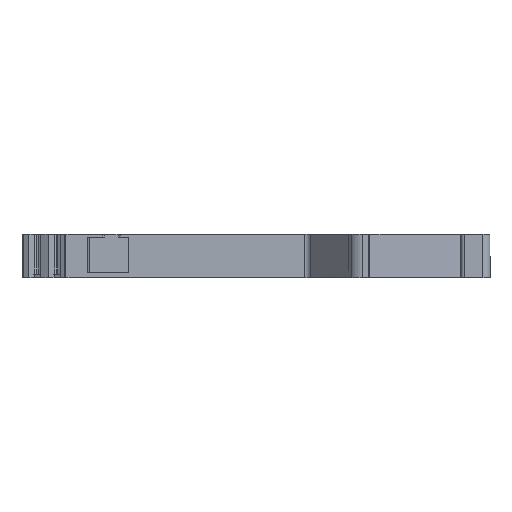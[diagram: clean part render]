
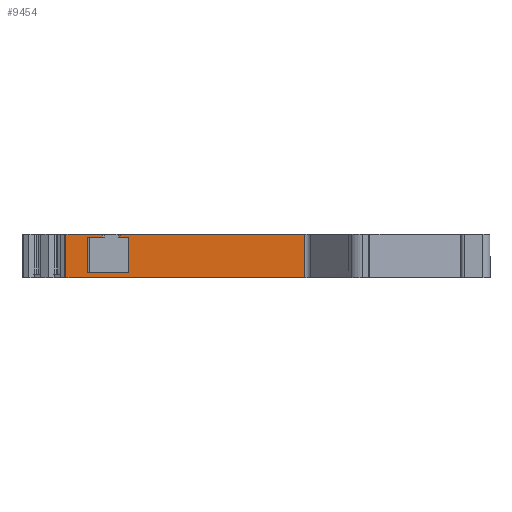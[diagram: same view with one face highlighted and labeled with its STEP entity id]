
A CAD part, left-side view. The second image highlights one B-rep face of the part: STEP entity #9454.
In plain terms, the highlighted planar face has unit normal (-1, 0, 0).
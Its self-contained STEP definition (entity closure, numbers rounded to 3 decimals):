
#76 = ORIENTED_EDGE ( 'NONE', *, *, #6303, .F. ) ;
#213 = PLANE ( 'NONE',  #627 ) ;
#286 = CARTESIAN_POINT ( 'NONE',  ( 0., 12.729, 0. ) ) ;
#503 = EDGE_CURVE ( 'NONE', #2533, #9119, #1225, .T. ) ;
#508 = CARTESIAN_POINT ( 'NONE',  ( 0., 42.7, 5.6 ) ) ;
#526 = VECTOR ( 'NONE', #7868, 1000. ) ;
#536 = DIRECTION ( 'NONE',  ( 0., 0., 1. ) ) ;
#611 = LINE ( 'NONE', #7006, #526 ) ;
#627 = AXIS2_PLACEMENT_3D ( 'NONE', #5269, #6156, #1034 ) ;
#867 = VECTOR ( 'NONE', #2339, 1000. ) ;
#921 = LINE ( 'NONE', #9231, #867 ) ;
#1034 = DIRECTION ( 'NONE',  ( 0., 0., -1. ) ) ;
#1158 = CARTESIAN_POINT ( 'NONE',  ( 0., 45.636, 6. ) ) ;
#1195 = VECTOR ( 'NONE', #3406, 1000. ) ;
#1201 = CARTESIAN_POINT ( 'NONE',  ( 0., 40.654, 5.6 ) ) ;
#1225 = LINE ( 'NONE', #3379, #1195 ) ;
#1419 = CARTESIAN_POINT ( 'NONE',  ( 0., 37., 5.6 ) ) ;
#1588 = EDGE_CURVE ( 'NONE', #9073, #5804, #9878, .T. ) ;
#1755 = VECTOR ( 'NONE', #5306, 1000. ) ;
#1772 = DIRECTION ( 'NONE',  ( 0., -1., 0. ) ) ;
#1796 = LINE ( 'NONE', #5264, #1755 ) ;
#2014 = CARTESIAN_POINT ( 'NONE',  ( 0., 0., 5.6 ) ) ;
#2158 = VERTEX_POINT ( 'NONE', #1201 ) ;
#2241 = DIRECTION ( 'NONE',  ( 0., -1., 0. ) ) ;
#2328 = DIRECTION ( 'NONE',  ( 0., 0., -1. ) ) ;
#2339 = DIRECTION ( 'NONE',  ( 0., 0., -1. ) ) ;
#2340 = ORIENTED_EDGE ( 'NONE', *, *, #503, .F. ) ;
#2533 = VERTEX_POINT ( 'NONE', #286 ) ;
#2611 = VERTEX_POINT ( 'NONE', #10300 ) ;
#2852 = VERTEX_POINT ( 'NONE', #7224 ) ;
#2936 = CARTESIAN_POINT ( 'NONE',  ( 0., 42.7, 0.7 ) ) ;
#3088 = CARTESIAN_POINT ( 'NONE',  ( 0., 12.729, 6. ) ) ;
#3310 = VERTEX_POINT ( 'NONE', #1419 ) ;
#3354 = VERTEX_POINT ( 'NONE', #508 ) ;
#3379 = CARTESIAN_POINT ( 'NONE',  ( 0., 51.7, 0. ) ) ;
#3406 = DIRECTION ( 'NONE',  ( 0., 1., 0. ) ) ;
#3595 = ORIENTED_EDGE ( 'NONE', *, *, #5861, .F. ) ;
#3656 = DIRECTION ( 'NONE',  ( 0., 1., 0. ) ) ;
#3662 = VERTEX_POINT ( 'NONE', #2936 ) ;
#3945 = CARTESIAN_POINT ( 'NONE',  ( 0., 51.7, 6. ) ) ;
#3997 = ORIENTED_EDGE ( 'NONE', *, *, #7946, .F. ) ;
#4021 = CARTESIAN_POINT ( 'NONE',  ( 0., 42.7, 6. ) ) ;
#5020 = ORIENTED_EDGE ( 'NONE', *, *, #9276, .F. ) ;
#5264 = CARTESIAN_POINT ( 'NONE',  ( 0., 45.636, 6. ) ) ;
#5269 = CARTESIAN_POINT ( 'NONE',  ( 0., 0., 6. ) ) ;
#5306 = DIRECTION ( 'NONE',  ( 0., 0., 1. ) ) ;
#5653 = CARTESIAN_POINT ( 'NONE',  ( 0., 37., 6. ) ) ;
#5689 = VERTEX_POINT ( 'NONE', #9394 ) ;
#5749 = ORIENTED_EDGE ( 'NONE', *, *, #8644, .F. ) ;
#5804 = VERTEX_POINT ( 'NONE', #6610 ) ;
#5861 = EDGE_CURVE ( 'NONE', #9119, #9073, #1796, .T. ) ;
#6156 = DIRECTION ( 'NONE',  ( 1., 0., 0. ) ) ;
#6303 = EDGE_CURVE ( 'NONE', #5804, #2158, #921, .T. ) ;
#6313 = FACE_OUTER_BOUND ( 'NONE', #6754, .T. ) ;
#6510 = EDGE_CURVE ( 'NONE', #2158, #3354, #611, .T. ) ;
#6610 = CARTESIAN_POINT ( 'NONE',  ( 0., 40.654, 6. ) ) ;
#6677 = VECTOR ( 'NONE', #2241, 1000. ) ;
#6692 = LINE ( 'NONE', #3945, #6677 ) ;
#6754 = EDGE_LOOP ( 'NONE', ( #5749, #5020, #3997, #7647, #7544, #7636, #9542, #10624, #76, #10068, #3595, #2340 ) ) ;
#6859 = EDGE_CURVE ( 'NONE', #3354, #3662, #10936, .T. ) ;
#6955 = CARTESIAN_POINT ( 'NONE',  ( 0., 0., 0.7 ) ) ;
#7006 = CARTESIAN_POINT ( 'NONE',  ( 0., 0., 5.6 ) ) ;
#7082 = EDGE_CURVE ( 'NONE', #3662, #5689, #10564, .T. ) ;
#7111 = VERTEX_POINT ( 'NONE', #7851 ) ;
#7224 = CARTESIAN_POINT ( 'NONE',  ( 0., 38.154, 5.6 ) ) ;
#7429 = EDGE_CURVE ( 'NONE', #5689, #3310, #9988, .T. ) ;
#7544 = ORIENTED_EDGE ( 'NONE', *, *, #7429, .F. ) ;
#7557 = DIRECTION ( 'NONE',  ( 0., -1., 0. ) ) ;
#7636 = ORIENTED_EDGE ( 'NONE', *, *, #7082, .F. ) ;
#7647 = ORIENTED_EDGE ( 'NONE', *, *, #7649, .F. ) ;
#7649 = EDGE_CURVE ( 'NONE', #3310, #2852, #9483, .T. ) ;
#7663 = CARTESIAN_POINT ( 'NONE',  ( 0., 51.7, 6. ) ) ;
#7758 = LINE ( 'NONE', #3088, #7761 ) ;
#7761 = VECTOR ( 'NONE', #8298, 1000. ) ;
#7851 = CARTESIAN_POINT ( 'NONE',  ( 0., 38.154, 6. ) ) ;
#7868 = DIRECTION ( 'NONE',  ( 0., 1., 0. ) ) ;
#7946 = EDGE_CURVE ( 'NONE', #2852, #7111, #9022, .T. ) ;
#8298 = DIRECTION ( 'NONE',  ( 0., 0., -1. ) ) ;
#8644 = EDGE_CURVE ( 'NONE', #2611, #2533, #7758, .T. ) ;
#8974 = VECTOR ( 'NONE', #10923, 1000. ) ;
#9022 = LINE ( 'NONE', #10091, #8974 ) ;
#9073 = VERTEX_POINT ( 'NONE', #1158 ) ;
#9119 = VERTEX_POINT ( 'NONE', #9722 ) ;
#9231 = CARTESIAN_POINT ( 'NONE',  ( 0., 40.654, 6. ) ) ;
#9276 = EDGE_CURVE ( 'NONE', #7111, #2611, #6692, .T. ) ;
#9394 = CARTESIAN_POINT ( 'NONE',  ( 0., 37., 0.7 ) ) ;
#9454 = ADVANCED_FACE ( 'NONE', ( #6313 ), #213, .F. ) ;
#9464 = VECTOR ( 'NONE', #3656, 1000. ) ;
#9483 = LINE ( 'NONE', #2014, #9464 ) ;
#9542 = ORIENTED_EDGE ( 'NONE', *, *, #6859, .F. ) ;
#9722 = CARTESIAN_POINT ( 'NONE',  ( 0., 45.636, 0. ) ) ;
#9759 = VECTOR ( 'NONE', #7557, 1000. ) ;
#9878 = LINE ( 'NONE', #7663, #9759 ) ;
#9919 = VECTOR ( 'NONE', #536, 1000. ) ;
#9988 = LINE ( 'NONE', #5653, #9919 ) ;
#10068 = ORIENTED_EDGE ( 'NONE', *, *, #1588, .F. ) ;
#10091 = CARTESIAN_POINT ( 'NONE',  ( 0., 38.154, 6. ) ) ;
#10300 = CARTESIAN_POINT ( 'NONE',  ( 0., 12.729, 6. ) ) ;
#10535 = VECTOR ( 'NONE', #1772, 1000. ) ;
#10564 = LINE ( 'NONE', #6955, #10535 ) ;
#10624 = ORIENTED_EDGE ( 'NONE', *, *, #6510, .F. ) ;
#10923 = DIRECTION ( 'NONE',  ( 0., 0., 1. ) ) ;
#10936 = LINE ( 'NONE', #4021, #10951 ) ;
#10951 = VECTOR ( 'NONE', #2328, 1000. ) ;
